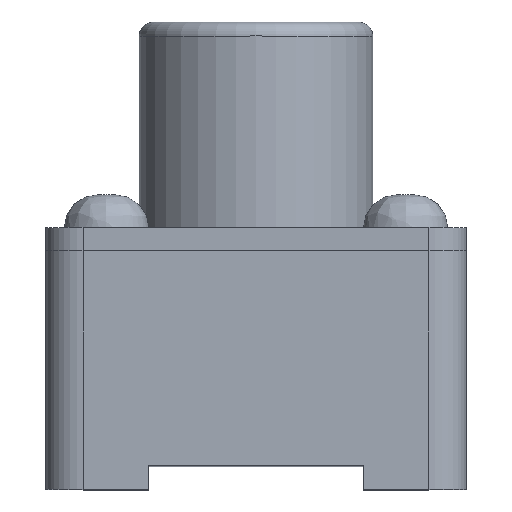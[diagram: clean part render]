
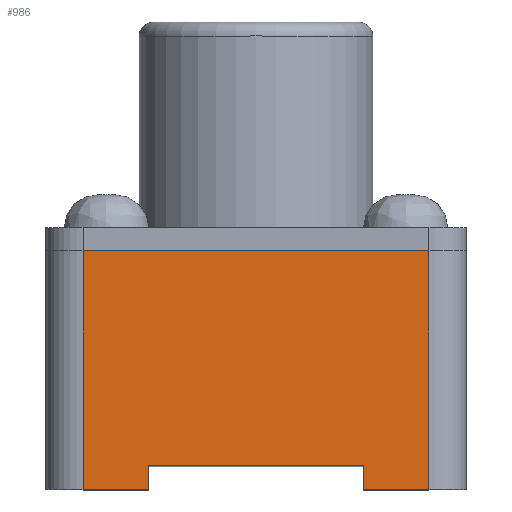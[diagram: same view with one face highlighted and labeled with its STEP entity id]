
A CAD part, top view. The second image highlights one B-rep face of the part: STEP entity #986.
In plain terms, the highlighted planar face has unit normal (0, 0, 1).
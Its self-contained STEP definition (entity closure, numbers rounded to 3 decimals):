
#62=PLANE('',#1104);
#116=LINE('',#1669,#212);
#121=LINE('',#1682,#217);
#124=LINE('',#1691,#220);
#130=LINE('',#1705,#226);
#133=LINE('',#1714,#229);
#136=LINE('',#1720,#232);
#137=LINE('',#1721,#233);
#138=LINE('',#1722,#234);
#212=VECTOR('',#1286,10.);
#217=VECTOR('',#1295,10.);
#220=VECTOR('',#1304,10.);
#226=VECTOR('',#1318,10.);
#229=VECTOR('',#1327,10.);
#232=VECTOR('',#1332,10.);
#233=VECTOR('',#1333,10.);
#234=VECTOR('',#1334,10.);
#328=FACE_OUTER_BOUND('',#393,.T.);
#393=EDGE_LOOP('',(#836,#837,#838,#839,#840,#841,#842,#843));
#497=VERTEX_POINT('',#1666);
#498=VERTEX_POINT('',#1668);
#503=VERTEX_POINT('',#1679);
#504=VERTEX_POINT('',#1681);
#507=VERTEX_POINT('',#1689);
#511=VERTEX_POINT('',#1703);
#514=VERTEX_POINT('',#1713);
#516=VERTEX_POINT('',#1719);
#607=EDGE_CURVE('',#498,#497,#116,.T.);
#613=EDGE_CURVE('',#504,#503,#121,.T.);
#618=EDGE_CURVE('',#507,#497,#124,.T.);
#625=EDGE_CURVE('',#503,#511,#130,.T.);
#629=EDGE_CURVE('',#511,#514,#133,.T.);
#632=EDGE_CURVE('',#516,#507,#136,.T.);
#633=EDGE_CURVE('',#504,#516,#137,.T.);
#634=EDGE_CURVE('',#514,#498,#138,.T.);
#836=ORIENTED_EDGE('',*,*,#607,.T.);
#837=ORIENTED_EDGE('',*,*,#618,.F.);
#838=ORIENTED_EDGE('',*,*,#632,.F.);
#839=ORIENTED_EDGE('',*,*,#633,.F.);
#840=ORIENTED_EDGE('',*,*,#613,.T.);
#841=ORIENTED_EDGE('',*,*,#625,.T.);
#842=ORIENTED_EDGE('',*,*,#629,.T.);
#843=ORIENTED_EDGE('',*,*,#634,.T.);
#986=ADVANCED_FACE('',(#328),#62,.T.);
#1104=AXIS2_PLACEMENT_3D('',#1718,#1330,#1331);
#1286=DIRECTION('',(1.,0.,0.));
#1295=DIRECTION('',(1.,0.,0.));
#1304=DIRECTION('',(0.,-1.,0.));
#1318=DIRECTION('',(0.,1.,0.));
#1327=DIRECTION('',(1.,0.,0.));
#1330=DIRECTION('center_axis',(0.,0.,
1.));
#1331=DIRECTION('ref_axis',(-1.,0.,0.));
#1332=DIRECTION('',(1.,0.,0.));
#1333=DIRECTION('',(0.,1.,0.));
#1334=DIRECTION('',(0.,-1.,0.));
#1666=CARTESIAN_POINT('',(1.85,-1.7,4.5));
#1668=CARTESIAN_POINT('',(1.15,-1.7,4.5));
#1669=CARTESIAN_POINT('',(1.125,-1.7,4.5));
#1679=CARTESIAN_POINT('',(-1.15,-1.7,4.5));
#1681=CARTESIAN_POINT('',(-1.85,-1.7,4.5));
#1682=CARTESIAN_POINT('',(1.125,-1.7,4.5));
#1689=CARTESIAN_POINT('',(1.85,0.85,4.5));
#1691=CARTESIAN_POINT('',(1.85,0.85,4.5));
#1703=CARTESIAN_POINT('',(-1.15,-1.45,4.5));
#1705=CARTESIAN_POINT('',(-1.15,-0.55,4.5));
#1713=CARTESIAN_POINT('',(1.15,-1.45,4.5));
#1714=CARTESIAN_POINT('',(0.55,-1.45,4.5));
#1718=CARTESIAN_POINT('Origin',(2.25,0.85,4.5));
#1719=CARTESIAN_POINT('',(-1.85,0.85,4.5));
#1720=CARTESIAN_POINT('',(-2.25,0.85,4.5));
#1721=CARTESIAN_POINT('',(-1.85,0.85,4.5));
#1722=CARTESIAN_POINT('',(1.15,-0.55,4.5));
